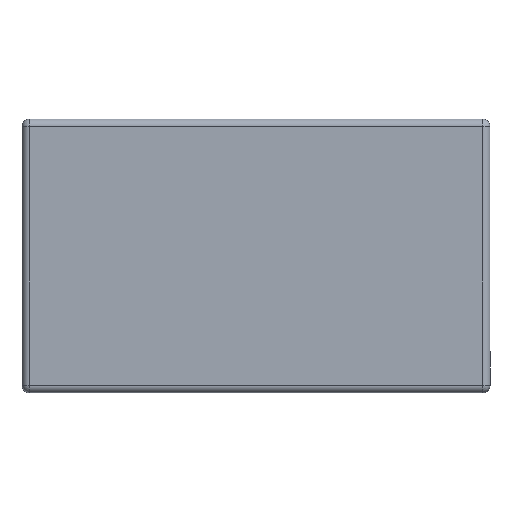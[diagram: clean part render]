
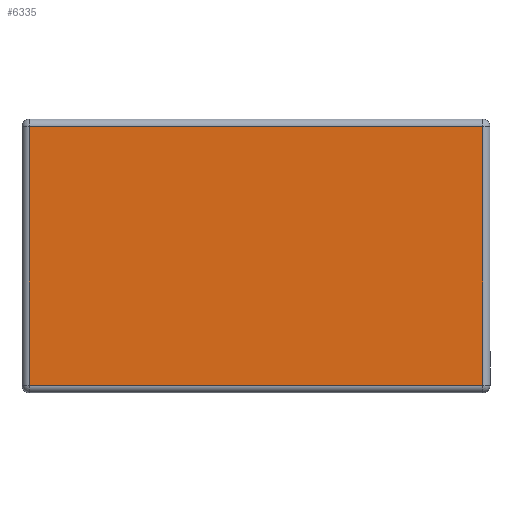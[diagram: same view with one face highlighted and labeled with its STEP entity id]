
A CAD part, top view. The second image highlights one B-rep face of the part: STEP entity #6335.
In plain terms, the highlighted face is planar.
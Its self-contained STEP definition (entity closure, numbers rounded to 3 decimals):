
#646=LINE('',#10640,#1270);
#648=LINE('',#10647,#1272);
#649=LINE('',#10655,#1273);
#651=LINE('',#10664,#1275);
#1270=VECTOR('',#8769,182.);
#1272=VECTOR('',#8777,104.);
#1273=VECTOR('',#8788,182.);
#1275=VECTOR('',#8800,104.);
#1495=PLANE('',#6959);
#1901=FACE_OUTER_BOUND('',#2309,.T.);
#2309=EDGE_LOOP('',(#5841,#5842,#5843,#5844));
#3172=VERTEX_POINT('',#10637);
#3173=VERTEX_POINT('',#10639);
#3175=VERTEX_POINT('',#10646);
#3177=VERTEX_POINT('',#10654);
#4049=EDGE_CURVE('',#3172,#3173,#646,.T.);
#4053=EDGE_CURVE('',#3173,#3175,#648,.T.);
#4057=EDGE_CURVE('',#3175,#3177,#649,.T.);
#4062=EDGE_CURVE('',#3177,#3172,#651,.T.);
#5841=ORIENTED_EDGE('',*,*,#4049,.F.);
#5842=ORIENTED_EDGE('',*,*,#4062,.F.);
#5843=ORIENTED_EDGE('',*,*,#4057,.F.);
#5844=ORIENTED_EDGE('',*,*,#4053,.F.);
#6335=ADVANCED_FACE('',(#1901),#1495,.F.);
#6959=AXIS2_PLACEMENT_3D('',#10680,#8824,#8825);
#8769=DIRECTION('',(1.,0.,0.));
#8777=DIRECTION('',(0.,1.,0.));
#8788=DIRECTION('',(-1.,0.,0.));
#8800=DIRECTION('',(0.,-1.,0.));
#8824=DIRECTION('center_axis',(0.,0.,1.));
#8825=DIRECTION('ref_axis',(1.,0.,0.));
#10637=CARTESIAN_POINT('',(-91.,-52.,-28.));
#10639=CARTESIAN_POINT('',(91.,-52.,-28.));
#10640=CARTESIAN_POINT('',(-45.5,-52.,-28.));
#10646=CARTESIAN_POINT('',(91.,52.,-28.));
#10647=CARTESIAN_POINT('',(91.,-26.,-28.));
#10654=CARTESIAN_POINT('',(-91.,52.,-28.));
#10655=CARTESIAN_POINT('',(45.5,52.,-28.));
#10664=CARTESIAN_POINT('',(-91.,26.,-28.));
#10680=CARTESIAN_POINT('Origin',(0.,0.,
-28.));
